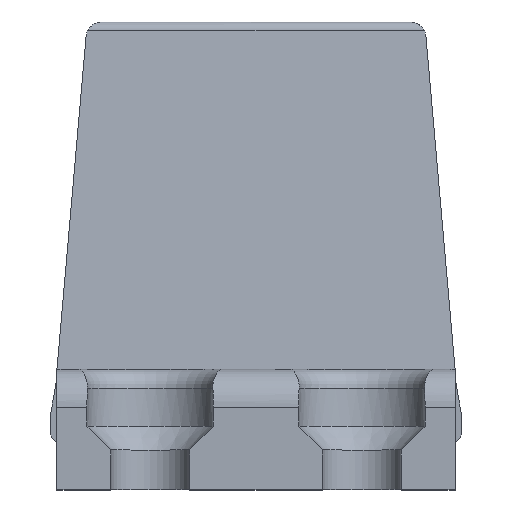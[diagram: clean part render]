
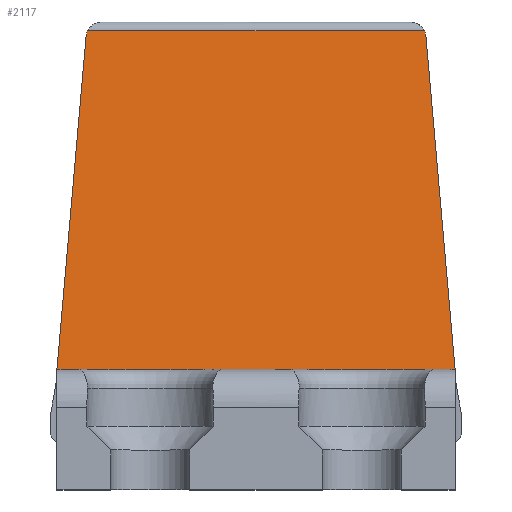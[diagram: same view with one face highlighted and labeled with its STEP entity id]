
A CAD part, top view. The second image highlights one B-rep face of the part: STEP entity #2117.
In plain terms, the highlighted planar face has unit normal (0, 0.1, 0.995).
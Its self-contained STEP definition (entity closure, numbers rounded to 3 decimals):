
#274=DIRECTION('',(1.,0.,0.));
#275=VECTOR('',#274,12.6);
#276=CARTESIAN_POINT('',(-6.3,3.8,1.375));
#277=LINE('',#276,#275);
#513=DIRECTION('',(0.087,0.991,-0.099));
#514=VECTOR('',#513,10.637);
#515=CARTESIAN_POINT('',(-6.3,3.8,1.375));
#516=LINE('',#515,#514);
#517=CARTESIAN_POINT('',(-5.323,14.53,0.299));
#518=CARTESIAN_POINT('',(-5.354,14.471,0.304));
#519=CARTESIAN_POINT('',(-5.372,14.409,0.311));
#520=CARTESIAN_POINT('',(-5.378,14.344,0.317));
#522=CARTESIAN_POINT('',(5.378,14.344,0.317));
#523=CARTESIAN_POINT('',(5.372,14.409,0.311));
#524=CARTESIAN_POINT('',(5.354,14.471,0.304));
#525=CARTESIAN_POINT('',(5.323,14.53,0.299));
#527=DIRECTION('',(-0.087,0.991,-0.099));
#528=VECTOR('',#527,10.637);
#529=CARTESIAN_POINT('',(6.3,3.8,1.375));
#530=LINE('',#529,#528);
#621=DIRECTION('',(1.,0.,0.));
#622=VECTOR('',#621,10.647);
#623=CARTESIAN_POINT('',(-5.323,14.53,0.299));
#624=LINE('',#623,#622);
#1235=CARTESIAN_POINT('',(-6.3,3.8,1.375));
#1237=VERTEX_POINT('',#1235);
#1239=CARTESIAN_POINT('',(6.3,3.8,1.375));
#1241=VERTEX_POINT('',#1239);
#1242=CARTESIAN_POINT('',(-5.378,14.344,
0.317));
#1243=VERTEX_POINT('',#1242);
#1244=CARTESIAN_POINT('',(5.378,14.344,0.317));
#1245=VERTEX_POINT('',#1244);
#1250=CARTESIAN_POINT('',(-5.323,14.53,
0.299));
#1251=CARTESIAN_POINT('',(5.323,14.53,0.299));
#1252=VERTEX_POINT('',#1250);
#1253=VERTEX_POINT('',#1251);
#2100=CARTESIAN_POINT('',(-6.3,3.8,1.375));
#2101=DIRECTION('',(0.,0.1,0.995));
#2102=DIRECTION('',(0.,0.995,-0.1));
#2103=AXIS2_PLACEMENT_3D('',#2100,#2101,#2102);
#2104=PLANE('',#2103);
#2106=ORIENTED_EDGE('',*,*,#2105,.T.);
#2108=ORIENTED_EDGE('',*,*,#2107,.F.);
#2110=ORIENTED_EDGE('',*,*,#2109,.T.);
#2112=ORIENTED_EDGE('',*,*,#2111,.F.);
#2113=ORIENTED_EDGE('',*,*,#2091,.F.);
#2114=ORIENTED_EDGE('',*,*,#1808,.F.);
#2115=EDGE_LOOP('',(#2106,#2108,#2110,#2112,#2113,#2114));
#2116=FACE_OUTER_BOUND('',#2115,.F.);
#2117=ADVANCED_FACE('',(#2116),#2104,.T.);
#521=B_SPLINE_CURVE_WITH_KNOTS('',3,(#517,#518,#519,#520),.UNSPECIFIED.,.F.,.F.,
(4,4),(0.,1.),.UNSPECIFIED.);
#526=B_SPLINE_CURVE_WITH_KNOTS('',3,(#522,#523,#524,#525),.UNSPECIFIED.,.F.,.F.,
(4,4),(0.,1.),.UNSPECIFIED.);
#1808=EDGE_CURVE('',#1237,#1241,#277,.T.);
#2091=EDGE_CURVE('',#1241,#1245,#530,.T.);
#2105=EDGE_CURVE('',#1237,#1243,#516,.T.);
#2107=EDGE_CURVE('',#1252,#1243,#521,.T.);
#2109=EDGE_CURVE('',#1252,#1253,#624,.T.);
#2111=EDGE_CURVE('',#1245,#1253,#526,.T.);
